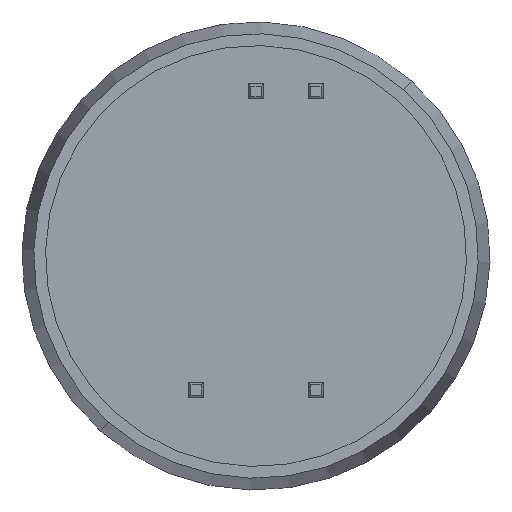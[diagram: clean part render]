
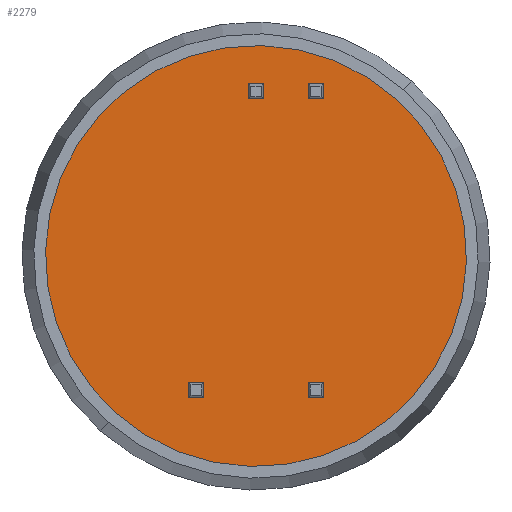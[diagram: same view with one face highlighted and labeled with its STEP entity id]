
A CAD part, front view. The second image highlights one B-rep face of the part: STEP entity #2279.
In plain terms, the highlighted face is planar.
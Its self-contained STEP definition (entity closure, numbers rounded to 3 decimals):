
#33 = EDGE_CURVE ( 'NONE', #1720, #1537, #1604, .T. ) ;
#154 = AXIS2_PLACEMENT_3D ( 'NONE', #715, #526, #1150 ) ;
#371 = EDGE_CURVE ( 'NONE', #1537, #1720, #1547, .T. ) ;
#526 = DIRECTION ( 'NONE',  ( 0., 0., 1. ) ) ;
#537 = EDGE_LOOP ( 'NONE', ( #1158, #780 ) ) ;
#597 = CARTESIAN_POINT ( 'NONE',  ( -8.95, 0., 13.99 ) ) ;
#689 = AXIS2_PLACEMENT_3D ( 'NONE', #814, #2466, #2285 ) ;
#715 = CARTESIAN_POINT ( 'NONE',  ( 0., 0., 13.99 ) ) ;
#780 = ORIENTED_EDGE ( 'NONE', *, *, #33, .T. ) ;
#814 = CARTESIAN_POINT ( 'NONE',  ( 0., 0., 13.99 ) ) ;
#922 = CARTESIAN_POINT ( 'NONE',  ( 0., 0., 13.99 ) ) ;
#946 = PLANE ( 'NONE',  #154 ) ;
#948 = DIRECTION ( 'NONE',  ( 0., 0., 1. ) ) ;
#1150 = DIRECTION ( 'NONE',  ( 1., 0., 0. ) ) ;
#1158 = ORIENTED_EDGE ( 'NONE', *, *, #371, .T. ) ;
#1323 = CARTESIAN_POINT ( 'NONE',  ( 8.95, 0., 13.99 ) ) ;
#1537 = VERTEX_POINT ( 'NONE', #1323 ) ;
#1547 = CIRCLE ( 'NONE', #2400, 8.95 ) ;
#1604 = CIRCLE ( 'NONE', #689, 8.95 ) ;
#1720 = VERTEX_POINT ( 'NONE', #597 ) ;
#1992 = DIRECTION ( 'NONE',  ( 1., 0., 0. ) ) ;
#2279 = ADVANCED_FACE ( 'NONE', ( #2420 ), #946, .T. ) ;
#2285 = DIRECTION ( 'NONE',  ( 1., 0., 0. ) ) ;
#2400 = AXIS2_PLACEMENT_3D ( 'NONE', #922, #948, #1992 ) ;
#2420 = FACE_OUTER_BOUND ( 'NONE', #537, .T. ) ;
#2466 = DIRECTION ( 'NONE',  ( 0., 0., 1. ) ) ;
